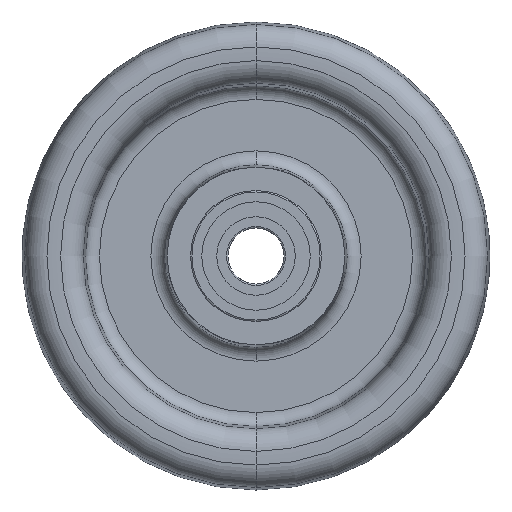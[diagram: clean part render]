
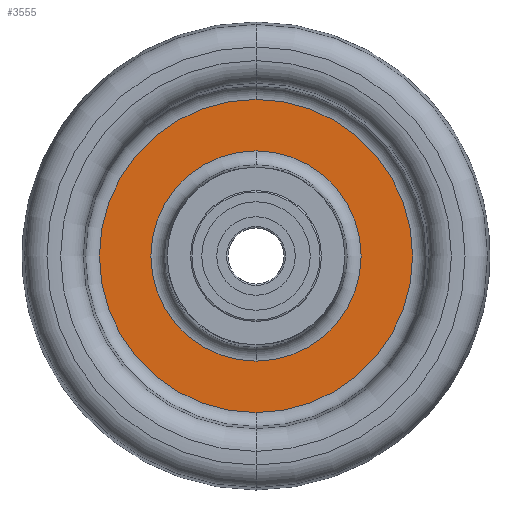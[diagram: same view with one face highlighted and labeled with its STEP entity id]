
A CAD part, left-side view. The second image highlights one B-rep face of the part: STEP entity #3555.
In plain terms, the highlighted planar face has unit normal (-1, 0, 0).
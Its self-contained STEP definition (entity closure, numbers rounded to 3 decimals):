
#41 = EDGE_CURVE ( 'NONE', #2460, #5725, #5621, .T. ) ;
#235 = CIRCLE ( 'NONE', #4270, 22.497 ) ;
#300 = CARTESIAN_POINT ( 'NONE',  ( -9.336, 5.567, -22.497 ) ) ;
#633 = CARTESIAN_POINT ( 'NONE',  ( -9.336, 5.567, 0. ) ) ;
#679 = CARTESIAN_POINT ( 'NONE',  ( -9.336, 5.567, 0. ) ) ;
#870 = CARTESIAN_POINT ( 'NONE',  ( -9.336, 5.567, 0. ) ) ;
#1310 = CIRCLE ( 'NONE', #5142, 33.515 ) ;
#1339 = CARTESIAN_POINT ( 'NONE',  ( -9.336, 5.567, 33.515 ) ) ;
#1380 = FACE_OUTER_BOUND ( 'NONE', #5251, .T. ) ;
#1437 = EDGE_LOOP ( 'NONE', ( #4216, #1494 ) ) ;
#1494 = ORIENTED_EDGE ( 'NONE', *, *, #41, .F. ) ;
#1542 = ORIENTED_EDGE ( 'NONE', *, *, #5871, .T. ) ;
#1572 = DIRECTION ( 'NONE',  ( 0., 0., 1. ) ) ;
#1652 = DIRECTION ( 'NONE',  ( 0., 0., 1. ) ) ;
#1676 = DIRECTION ( 'NONE',  ( -1., 0., 0. ) ) ;
#1759 = DIRECTION ( 'NONE',  ( 0., 0., 1. ) ) ;
#1934 = AXIS2_PLACEMENT_3D ( 'NONE', #2351, #4227, #2812 ) ;
#2334 = AXIS2_PLACEMENT_3D ( 'NONE', #633, #5237, #1572 ) ;
#2351 = CARTESIAN_POINT ( 'NONE',  ( -9.336, 39.081, 0. ) ) ;
#2392 = EDGE_CURVE ( 'NONE', #5364, #5215, #2433, .T. ) ;
#2433 = CIRCLE ( 'NONE', #2334, 33.515 ) ;
#2460 = VERTEX_POINT ( 'NONE', #300 ) ;
#2724 = AXIS2_PLACEMENT_3D ( 'NONE', #870, #2760, #4230 ) ;
#2760 = DIRECTION ( 'NONE',  ( -1., 0., 0. ) ) ;
#2812 = DIRECTION ( 'NONE',  ( 0., 0., -1. ) ) ;
#2959 = CARTESIAN_POINT ( 'NONE',  ( -9.336, 5.567, -33.515 ) ) ;
#3093 = ORIENTED_EDGE ( 'NONE', *, *, #2392, .T. ) ;
#3555 = ADVANCED_FACE ( 'NONE', ( #5139, #1380 ), #3605, .T. ) ;
#3605 = PLANE ( 'NONE',  #1934 ) ;
#4216 = ORIENTED_EDGE ( 'NONE', *, *, #5107, .F. ) ;
#4227 = DIRECTION ( 'NONE',  ( -1., 0., 0. ) ) ;
#4230 = DIRECTION ( 'NONE',  ( 0., 0., 1. ) ) ;
#4270 = AXIS2_PLACEMENT_3D ( 'NONE', #679, #1676, #1652 ) ;
#5107 = EDGE_CURVE ( 'NONE', #5725, #2460, #235, .T. ) ;
#5139 = FACE_BOUND ( 'NONE', #1437, .T. ) ;
#5142 = AXIS2_PLACEMENT_3D ( 'NONE', #5960, #5985, #1759 ) ;
#5215 = VERTEX_POINT ( 'NONE', #1339 ) ;
#5237 = DIRECTION ( 'NONE',  ( -1., 0., 0. ) ) ;
#5251 = EDGE_LOOP ( 'NONE', ( #1542, #3093 ) ) ;
#5364 = VERTEX_POINT ( 'NONE', #2959 ) ;
#5410 = CARTESIAN_POINT ( 'NONE',  ( -9.336, 5.567, 22.497 ) ) ;
#5621 = CIRCLE ( 'NONE', #2724, 22.497 ) ;
#5725 = VERTEX_POINT ( 'NONE', #5410 ) ;
#5871 = EDGE_CURVE ( 'NONE', #5215, #5364, #1310, .T. ) ;
#5960 = CARTESIAN_POINT ( 'NONE',  ( -9.336, 5.567, 0. ) ) ;
#5985 = DIRECTION ( 'NONE',  ( -1., 0., 0. ) ) ;
